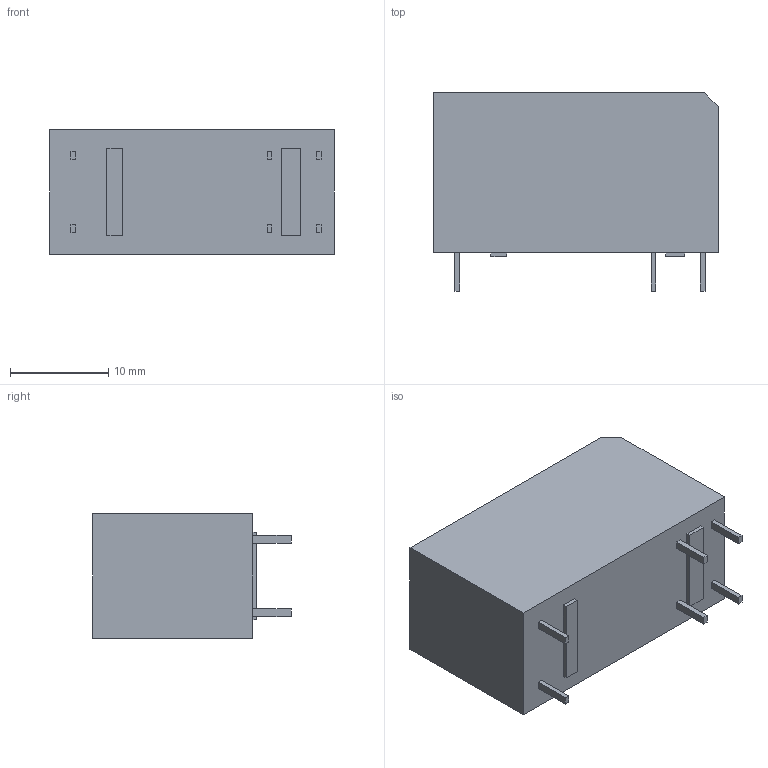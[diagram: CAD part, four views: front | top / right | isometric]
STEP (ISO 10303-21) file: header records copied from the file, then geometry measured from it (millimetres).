
FILE_DESCRIPTION (( 'STEP AP214' ), '1' );
FILE_NAME ('G2RL_1A_E2_CV_HA.step', '2019-01-04T02:39:15', ( 'OSMC1.0 ' ), ( ' ' ), 'SwSTEP 2.0', 'SolidWorks 2002025', '' );
FILE_SCHEMA (( 'AUTOMOTIVE_DESIGN' ));
Length unit declared in the file: millimetre
Products named in the file (1): G2RL_1A_E2_CV_HA
Bounding box: 29 x 20.2 x 12.7 mm (x, y, z)
Volume: 6003.9 mm3; surface area: 2168.5 mm2
Topology: 1 solids, 1 shells, 58 faces, 135 edges, 90 vertices
Faces by surface type: plane 54, cylinder 4
Entity records: 1958 total; most frequent: CARTESIAN_POINT 284, ORIENTED_EDGE 270, DIRECTION 261, EDGE_CURVE 135, LINE 127, VECTOR 127, VERTEX_POINT 90, EDGE_LOOP 69
